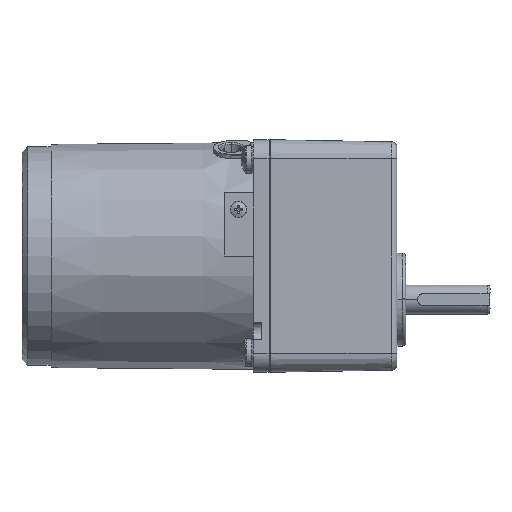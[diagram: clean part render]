
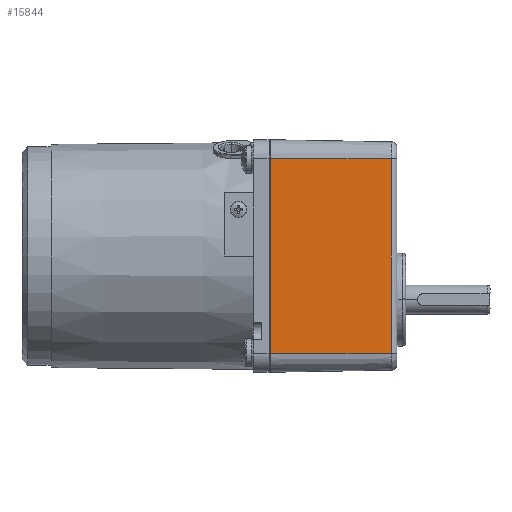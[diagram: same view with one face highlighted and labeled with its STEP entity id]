
A CAD part, left-side view. The second image highlights one B-rep face of the part: STEP entity #15844.
In plain terms, the highlighted face is planar.
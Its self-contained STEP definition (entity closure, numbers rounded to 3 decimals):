
#2323 = FACE_OUTER_BOUND ( 'NONE', #15845, .T. ) ;
#2328 = DIRECTION ( 'NONE',  ( -0.017, 0., -1. ) ) ;
#2329 = VECTOR ( 'NONE', #2328, 1000. ) ;
#2330 = CARTESIAN_POINT ( 'NONE',  ( -8750.077, -33.5, -499000. ) ) ;
#2331 = LINE ( 'NONE', #2330, #2329 ) ;
#2332 = CARTESIAN_POINT ( 'NONE',  ( -40., -33.5, 0. ) ) ;
#2333 = CARTESIAN_POINT ( 'NONE',  ( -40., 33.5, 0. ) ) ;
#2334 = DIRECTION ( 'NONE',  ( 0., -1., 0. ) ) ;
#2335 = VECTOR ( 'NONE', #2334, 1000. ) ;
#2336 = CARTESIAN_POINT ( 'NONE',  ( -40., 0., 0. ) ) ;
#2337 = LINE ( 'NONE', #2336, #2335 ) ;
#2338 = DIRECTION ( 'NONE',  ( -0.017, 0., -1. ) ) ;
#2339 = DIRECTION ( 'NONE',  ( 1., 0., -0.017 ) ) ;
#2340 = CARTESIAN_POINT ( 'NONE',  ( -39.638, 0., 20.767 ) ) ;
#2341 = AXIS2_PLACEMENT_3D ( 'NONE', #2340, #2339, #2338 ) ;
#2342 = PLANE ( 'NONE',  #2341 ) ;
#2446 = DIRECTION ( 'NONE',  ( 0.017, 0., 1. ) ) ;
#2447 = VECTOR ( 'NONE', #2446, 1000. ) ;
#2448 = CARTESIAN_POINT ( 'NONE',  ( -8750.077, 33.5, -499000. ) ) ;
#2449 = LINE ( 'NONE', #2448, #2447 ) ;
#15844 = ADVANCED_FACE ( 'NONE', ( #2323 ), #2342, .F. ) ;
#15845 = EDGE_LOOP ( 'NONE', ( #15846, #15850, #15902, #15903 ) ) ;
#15846 = ORIENTED_EDGE ( 'NONE', *, *, #15847, .T. ) ;
#15847 = EDGE_CURVE ( 'NONE', #15848, #15849, #2337, .T. ) ;
#15848 = VERTEX_POINT ( 'NONE', #2333 ) ;
#15849 = VERTEX_POINT ( 'NONE', #2332 ) ;
#15850 = ORIENTED_EDGE ( 'NONE', *, *, #15852, .F. ) ;
#15852 = EDGE_CURVE ( 'NONE', #24775, #15849, #2331, .T. ) ;
#15902 = ORIENTED_EDGE ( 'NONE', *, *, #25060, .F. ) ;
#15903 = ORIENTED_EDGE ( 'NONE', *, *, #15904, .F. ) ;
#15904 = EDGE_CURVE ( 'NONE', #15848, #24974, #2449, .T. ) ;
#24775 = VERTEX_POINT ( 'NONE', #28652 ) ;
#24974 = VERTEX_POINT ( 'NONE', #29028 ) ;
#25060 = EDGE_CURVE ( 'NONE', #24974, #24775, #29027, .T. ) ;
#28652 = CARTESIAN_POINT ( 'NONE',  ( -39.275, -33.5, 41.535 ) ) ;
#29024 = DIRECTION ( 'NONE',  ( 0., -1., 0. ) ) ;
#29025 = VECTOR ( 'NONE', #29024, 1000. ) ;
#29026 = CARTESIAN_POINT ( 'NONE',  ( -39.275, 0., 41.535 ) ) ;
#29027 = LINE ( 'NONE', #29026, #29025 ) ;
#29028 = CARTESIAN_POINT ( 'NONE',  ( -39.275, 33.5, 41.535 ) ) ;
